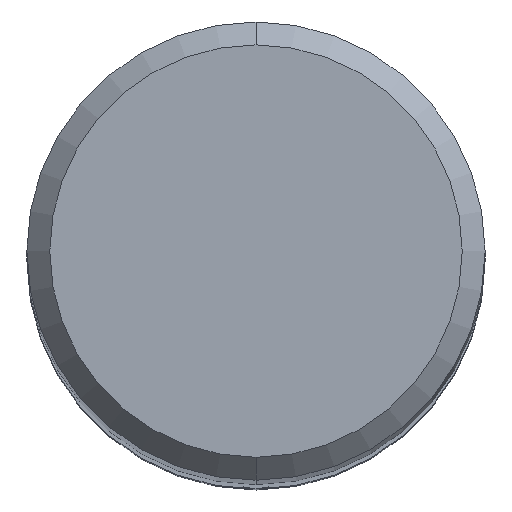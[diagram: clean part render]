
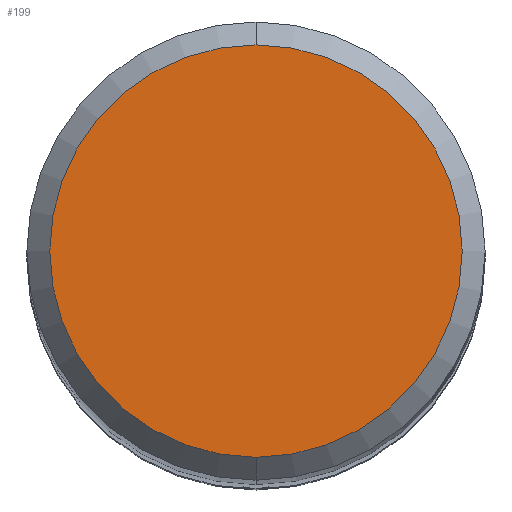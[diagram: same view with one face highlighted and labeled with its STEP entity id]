
A CAD part, top view. The second image highlights one B-rep face of the part: STEP entity #199.
In plain terms, the highlighted planar face has unit normal (0, 0, 1).
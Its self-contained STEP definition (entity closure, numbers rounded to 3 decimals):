
#199=ADVANCED_FACE('',(#532),#533,.T.);
#247=EDGE_CURVE('',#309,#499,#587,.T.);
#309=VERTEX_POINT('',#654);
#477=EDGE_CURVE('',#499,#309,#843,.T.);
#499=VERTEX_POINT('',#865);
#532=FACE_OUTER_BOUND('',#893,.T.);
#533=PLANE('',#894);
#587=CIRCLE('',#1000,3.6);
#654=CARTESIAN_POINT('',(0.0,3.6,0.0));
#843=CIRCLE('',#1525,3.6);
#865=CARTESIAN_POINT('',(0.,-3.6,0.0));
#893=EDGE_LOOP('',(#1579,#1580));
#894=AXIS2_PLACEMENT_3D('',#1581,#1582,#1583);
#1000=AXIS2_PLACEMENT_3D('',#1645,#1646,#1647);
#1525=AXIS2_PLACEMENT_3D('',#1939,#1940,#1941);
#1579=ORIENTED_EDGE('',*,*,#247,.F.);
#1580=ORIENTED_EDGE('',*,*,#477,.F.);
#1581=CARTESIAN_POINT('',(0.0,1.8,0.0));
#1582=DIRECTION('',(-0.0,0.0,1.0));
#1583=DIRECTION('',(0.0,-1.0,0.0));
#1645=CARTESIAN_POINT('',(0.0,0.0,0.0));
#1646=DIRECTION('',(0.0,0.0,-1.0));
#1647=DIRECTION('',(0.0,1.0,0.0));
#1939=CARTESIAN_POINT('',(0.0,0.0,0.0));
#1940=DIRECTION('',(0.0,0.0,-1.0));
#1941=DIRECTION('',(0.0,1.0,0.0));
